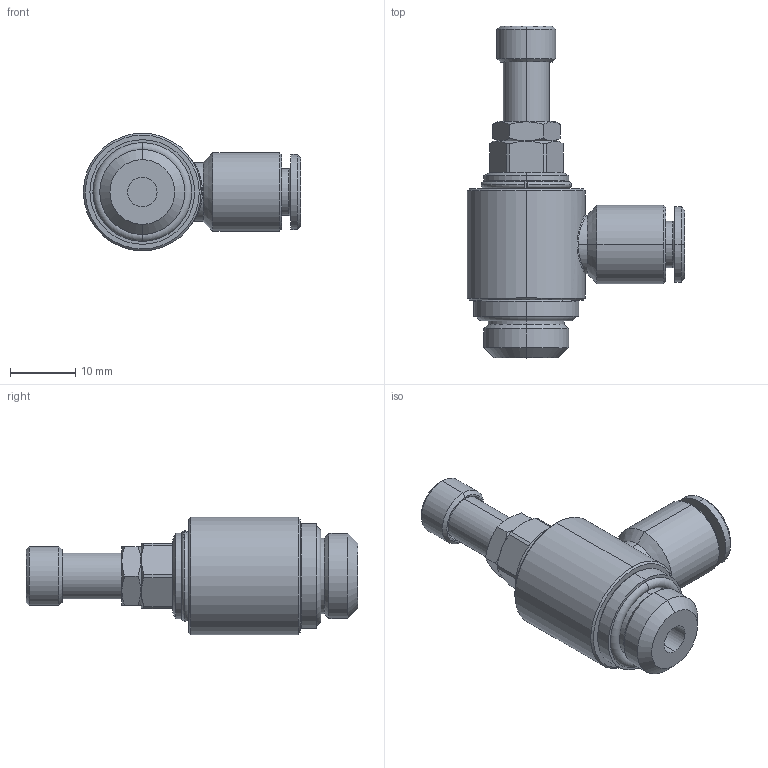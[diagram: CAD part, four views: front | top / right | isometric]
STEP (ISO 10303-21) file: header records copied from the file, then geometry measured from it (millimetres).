
FILE_DESCRIPTION (( 'STEP AP203' ), '1' );
FILE_NAME ('04260B32.STEP', '2010-05-03T09:54:38', ( '' ), ( 'sopra-pneumatic' ), 'SwSTEP 2.0', 'SolidWorks 2009', '' );
FILE_SCHEMA (( 'CONFIG_CONTROL_DESIGN' ));
Length unit declared in the file: millimetre
Products named in the file (1): 04260B32
Bounding box: 33.2 x 50.75 x 18 mm (x, y, z)
Volume: 8159.7 mm3; surface area: 3975.6 mm2
Topology: 2 solids, 2 shells, 112 faces, 238 edges, 144 vertices
Faces by surface type: plane 36, cylinder 36, cone 34, torus 4, bspline 2
Entity records: 4101 total; most frequent: CARTESIAN_POINT 1589, DIRECTION 542, ORIENTED_EDGE 476, EDGE_CURVE 238, AXIS2_PLACEMENT_3D 227, VERTEX_POINT 144, EDGE_LOOP 126, CIRCLE 116
